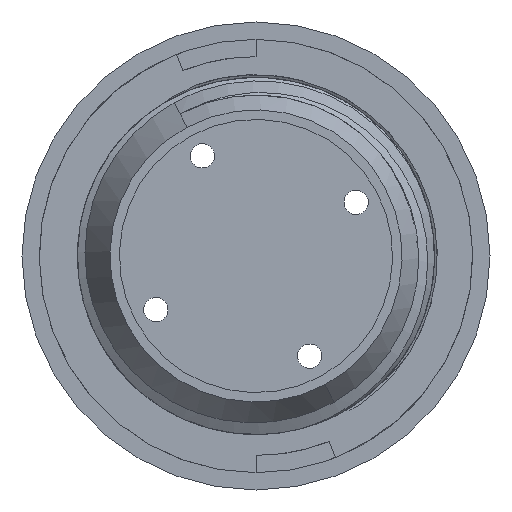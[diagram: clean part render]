
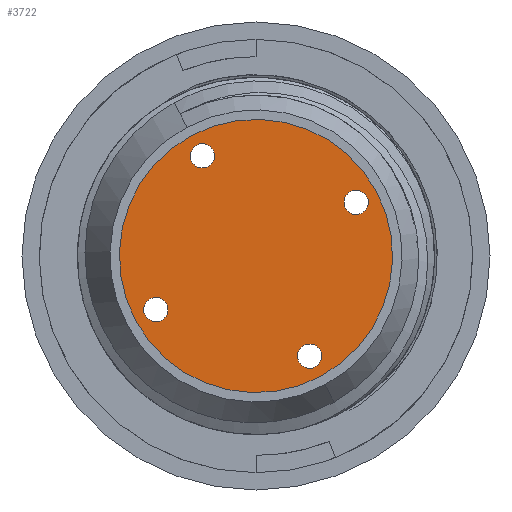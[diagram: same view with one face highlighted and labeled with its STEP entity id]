
A CAD part, front view. The second image highlights one B-rep face of the part: STEP entity #3722.
In plain terms, the highlighted planar face has unit normal (0, -1, 0).
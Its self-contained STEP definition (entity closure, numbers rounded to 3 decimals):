
#45 = EDGE_LOOP ( 'NONE', ( #2913, #8126 ) ) ;
#213 = DIRECTION ( 'NONE',  ( 0., 1., 0. ) ) ;
#299 = DIRECTION ( 'NONE',  ( 0., 1., 0. ) ) ;
#325 = AXIS2_PLACEMENT_3D ( 'NONE', #9492, #8618, #5924 ) ;
#370 = ORIENTED_EDGE ( 'NONE', *, *, #10325, .T. ) ;
#416 = CARTESIAN_POINT ( 'NONE',  ( -21., 40., 0. ) ) ;
#538 = DIRECTION ( 'NONE',  ( 0., 1., 0. ) ) ;
#653 = VERTEX_POINT ( 'NONE', #7547 ) ;
#956 = VERTEX_POINT ( 'NONE', #1246 ) ;
#1087 = DIRECTION ( 'NONE',  ( 0., 1., 0. ) ) ;
#1244 = CIRCLE ( 'NONE', #6341, 2.25 ) ;
#1246 = CARTESIAN_POINT ( 'NONE',  ( 0., 40., -25.25 ) ) ;
#1277 = CARTESIAN_POINT ( 'NONE',  ( 0., 40., 0. ) ) ;
#1308 = EDGE_CURVE ( 'NONE', #11007, #2568, #11214, .T. ) ;
#1341 = EDGE_LOOP ( 'NONE', ( #1524, #10836 ) ) ;
#1440 = CARTESIAN_POINT ( 'NONE',  ( 0., 40., -18.75 ) ) ;
#1524 = ORIENTED_EDGE ( 'NONE', *, *, #10523, .T. ) ;
#1572 = CARTESIAN_POINT ( 'NONE',  ( 0., 40., 18.75 ) ) ;
#1633 = CARTESIAN_POINT ( 'NONE',  ( 21., 40., 0. ) ) ;
#1757 = CIRCLE ( 'NONE', #8138, 2.25 ) ;
#2116 = DIRECTION ( 'NONE',  ( 0., 0., 1. ) ) ;
#2448 = CARTESIAN_POINT ( 'NONE',  ( 21., 40., 0. ) ) ;
#2568 = VERTEX_POINT ( 'NONE', #5839 ) ;
#2785 = CARTESIAN_POINT ( 'NONE',  ( 0., 40., -23.25 ) ) ;
#2893 = EDGE_CURVE ( 'NONE', #3383, #6949, #1757, .T. ) ;
#2913 = ORIENTED_EDGE ( 'NONE', *, *, #6659, .T. ) ;
#3054 = AXIS2_PLACEMENT_3D ( 'NONE', #8860, #1087, #4429 ) ;
#3383 = VERTEX_POINT ( 'NONE', #8253 ) ;
#3461 = CIRCLE ( 'NONE', #6397, 2.25 ) ;
#3541 = CIRCLE ( 'NONE', #6856, 25.25 ) ;
#3593 = EDGE_CURVE ( 'NONE', #653, #956, #3541, .T. ) ;
#3722 = ADVANCED_FACE ( 'NONE', ( #9238, #7346, #10951, #8119, #7515 ), #5614, .F. ) ;
#3764 = CIRCLE ( 'NONE', #9647, 2.25 ) ;
#3766 = AXIS2_PLACEMENT_3D ( 'NONE', #8033, #213, #4473 ) ;
#3971 = DIRECTION ( 'NONE',  ( 0., 0., 1. ) ) ;
#3994 = EDGE_CURVE ( 'NONE', #2568, #11007, #3461, .T. ) ;
#4185 = DIRECTION ( 'NONE',  ( 0., 0., 1. ) ) ;
#4225 = EDGE_LOOP ( 'NONE', ( #4339, #370 ) ) ;
#4339 = ORIENTED_EDGE ( 'NONE', *, *, #10537, .T. ) ;
#4429 = DIRECTION ( 'NONE',  ( 0., 0., 1. ) ) ;
#4473 = DIRECTION ( 'NONE',  ( 0., 0., 1. ) ) ;
#4645 = VERTEX_POINT ( 'NONE', #1440 ) ;
#4695 = DIRECTION ( 'NONE',  ( 0., 0., 1. ) ) ;
#5614 = PLANE ( 'NONE',  #9962 ) ;
#5646 = DIRECTION ( 'NONE',  ( 0., 1., 0. ) ) ;
#5792 = EDGE_CURVE ( 'NONE', #956, #653, #7262, .T. ) ;
#5839 = CARTESIAN_POINT ( 'NONE',  ( 21., 40., 2.25 ) ) ;
#5924 = DIRECTION ( 'NONE',  ( 0., 0., 1. ) ) ;
#6184 = EDGE_LOOP ( 'NONE', ( #10825, #6398 ) ) ;
#6222 = DIRECTION ( 'NONE',  ( 0., 0., 1. ) ) ;
#6272 = AXIS2_PLACEMENT_3D ( 'NONE', #1633, #6965, #4185 ) ;
#6299 = DIRECTION ( 'NONE',  ( 0., 0., 1. ) ) ;
#6341 = AXIS2_PLACEMENT_3D ( 'NONE', #8802, #8922, #6222 ) ;
#6397 = AXIS2_PLACEMENT_3D ( 'NONE', #2448, #9400, #11115 ) ;
#6398 = ORIENTED_EDGE ( 'NONE', *, *, #1308, .T. ) ;
#6443 = CARTESIAN_POINT ( 'NONE',  ( 0., 40., 21. ) ) ;
#6532 = DIRECTION ( 'NONE',  ( 0., 1., 0. ) ) ;
#6659 = EDGE_CURVE ( 'NONE', #6993, #7952, #8724, .T. ) ;
#6856 = AXIS2_PLACEMENT_3D ( 'NONE', #7231, #9699, #6299 ) ;
#6916 = CIRCLE ( 'NONE', #325, 2.25 ) ;
#6949 = VERTEX_POINT ( 'NONE', #10328 ) ;
#6965 = DIRECTION ( 'NONE',  ( 0., 1., 0. ) ) ;
#6993 = VERTEX_POINT ( 'NONE', #9472 ) ;
#7231 = CARTESIAN_POINT ( 'NONE',  ( 0., 40., 0. ) ) ;
#7255 = AXIS2_PLACEMENT_3D ( 'NONE', #1277, #538, #4695 ) ;
#7262 = CIRCLE ( 'NONE', #7255, 25.25 ) ;
#7346 = FACE_BOUND ( 'NONE', #6184, .T. ) ;
#7515 = FACE_OUTER_BOUND ( 'NONE', #10564, .T. ) ;
#7537 = ORIENTED_EDGE ( 'NONE', *, *, #3593, .F. ) ;
#7547 = CARTESIAN_POINT ( 'NONE',  ( 0., 40., 25.25 ) ) ;
#7812 = CIRCLE ( 'NONE', #3054, 2.25 ) ;
#7952 = VERTEX_POINT ( 'NONE', #1572 ) ;
#8033 = CARTESIAN_POINT ( 'NONE',  ( 0., 40., 21. ) ) ;
#8119 = FACE_BOUND ( 'NONE', #1341, .T. ) ;
#8126 = ORIENTED_EDGE ( 'NONE', *, *, #8940, .T. ) ;
#8138 = AXIS2_PLACEMENT_3D ( 'NONE', #416, #299, #2116 ) ;
#8238 = DIRECTION ( 'NONE',  ( 0., 0., 1. ) ) ;
#8253 = CARTESIAN_POINT ( 'NONE',  ( -21., 40., -2.25 ) ) ;
#8607 = CARTESIAN_POINT ( 'NONE',  ( 21., 40., -2.25 ) ) ;
#8618 = DIRECTION ( 'NONE',  ( 0., 1., 0. ) ) ;
#8724 = CIRCLE ( 'NONE', #3766, 2.25 ) ;
#8802 = CARTESIAN_POINT ( 'NONE',  ( -21., 40., 0. ) ) ;
#8860 = CARTESIAN_POINT ( 'NONE',  ( 0., 40., -21. ) ) ;
#8922 = DIRECTION ( 'NONE',  ( 0., 1., 0. ) ) ;
#8940 = EDGE_CURVE ( 'NONE', #7952, #6993, #3764, .T. ) ;
#9238 = FACE_BOUND ( 'NONE', #4225, .T. ) ;
#9400 = DIRECTION ( 'NONE',  ( 0., 1., 0. ) ) ;
#9472 = CARTESIAN_POINT ( 'NONE',  ( 0., 40., 23.25 ) ) ;
#9492 = CARTESIAN_POINT ( 'NONE',  ( 0., 40., -21. ) ) ;
#9647 = AXIS2_PLACEMENT_3D ( 'NONE', #6443, #5646, #3971 ) ;
#9699 = DIRECTION ( 'NONE',  ( 0., 1., 0. ) ) ;
#9892 = VERTEX_POINT ( 'NONE', #2785 ) ;
#9962 = AXIS2_PLACEMENT_3D ( 'NONE', #10779, #6532, #8238 ) ;
#10025 = ORIENTED_EDGE ( 'NONE', *, *, #5792, .F. ) ;
#10325 = EDGE_CURVE ( 'NONE', #9892, #4645, #6916, .T. ) ;
#10328 = CARTESIAN_POINT ( 'NONE',  ( -21., 40., 2.25 ) ) ;
#10523 = EDGE_CURVE ( 'NONE', #6949, #3383, #1244, .T. ) ;
#10537 = EDGE_CURVE ( 'NONE', #4645, #9892, #7812, .T. ) ;
#10564 = EDGE_LOOP ( 'NONE', ( #10025, #7537 ) ) ;
#10779 = CARTESIAN_POINT ( 'NONE',  ( 0., 40., 0. ) ) ;
#10825 = ORIENTED_EDGE ( 'NONE', *, *, #3994, .T. ) ;
#10836 = ORIENTED_EDGE ( 'NONE', *, *, #2893, .T. ) ;
#10951 = FACE_BOUND ( 'NONE', #45, .T. ) ;
#11007 = VERTEX_POINT ( 'NONE', #8607 ) ;
#11115 = DIRECTION ( 'NONE',  ( 0., 0., 1. ) ) ;
#11214 = CIRCLE ( 'NONE', #6272, 2.25 ) ;
